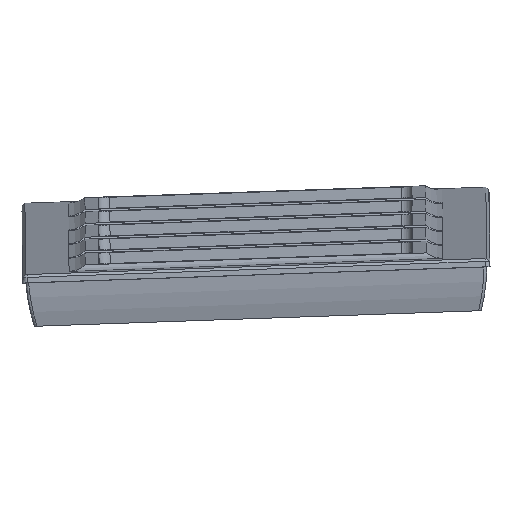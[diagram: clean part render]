
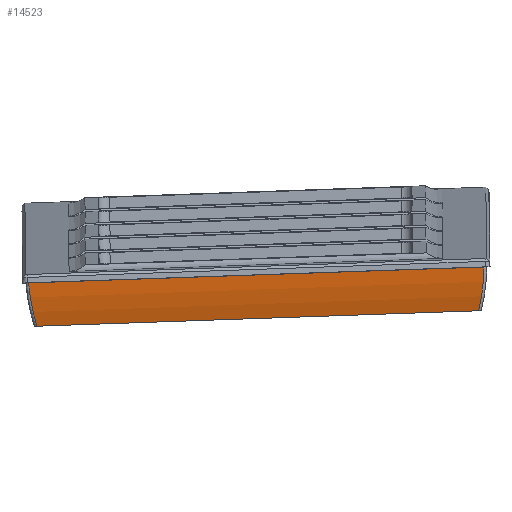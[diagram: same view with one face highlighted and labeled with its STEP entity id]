
A CAD part, front view. The second image highlights one B-rep face of the part: STEP entity #14523.
In plain terms, the highlighted cylindrical face has radius 33.85 mm (diameter 67.7 mm), a partial arc.
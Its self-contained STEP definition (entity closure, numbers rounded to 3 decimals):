
#230 = ORIENTED_EDGE ( 'NONE', *, *, #10442, .T. ) ;
#475 = FACE_OUTER_BOUND ( 'NONE', #15712, .T. ) ;
#573 = DIRECTION ( 'NONE',  ( 1., 0., 0.017 ) ) ;
#1497 = EDGE_CURVE ( 'NONE', #5510, #9393, #4727, .T. ) ;
#2143 = CYLINDRICAL_SURFACE ( 'NONE', #13146, 33.85 ) ;
#2178 = CARTESIAN_POINT ( 'NONE',  ( 81.76, 0.623, -5.377 ) ) ;
#2266 = CARTESIAN_POINT ( 'NONE',  ( 82.189, 0.001, -0.066 ) ) ;
#2903 = CARTESIAN_POINT ( 'NONE',  ( 0.253, 0.026, -1.496 ) ) ;
#4689 = CARTESIAN_POINT ( 'NONE',  ( 41.359, 1.417, -8.656 ) ) ;
#4727 = LINE ( 'NONE', #16126, #16357 ) ;
#4795 = ORIENTED_EDGE ( 'NONE', *, *, #4927, .T. ) ;
#4927 = EDGE_CURVE ( 'NONE', #11357, #5510, #6412, .T. ) ;
#5510 = VERTEX_POINT ( 'NONE', #8934 ) ;
#6412 = B_SPLINE_CURVE_WITH_KNOTS ( 'NONE', 3,
 ( #8908, #2178, #12021, #2266 ),
 .UNSPECIFIED., .F., .F.,
 ( 4, 4 ),
 ( 0., 1. ),
 .UNSPECIFIED. ) ;
#8503 = CARTESIAN_POINT ( 'NONE',  ( 0.867, 0.648, -6.788 ) ) ;
#8908 = CARTESIAN_POINT ( 'NONE',  ( 81.079, 1.405, -7.963 ) ) ;
#8934 = CARTESIAN_POINT ( 'NONE',  ( 82.189, 0.001, -0.066 ) ) ;
#9393 = VERTEX_POINT ( 'NONE', #2903 ) ;
#10442 = EDGE_CURVE ( 'NONE', #18124, #11357, #15815, .T. ) ;
#11149 = EDGE_CURVE ( 'NONE', #9393, #18124, #14281, .T. ) ;
#11357 = VERTEX_POINT ( 'NONE', #14558 ) ;
#11517 = CARTESIAN_POINT ( 'NONE',  ( 0.405, 0.18, -4.145 ) ) ;
#12021 = CARTESIAN_POINT ( 'NONE',  ( 82.13, 0.155, -2.719 ) ) ;
#13146 = AXIS2_PLACEMENT_3D ( 'NONE', #13200, #573, #15760 ) ;
#13200 = CARTESIAN_POINT ( 'NONE',  ( 41.197, 33.806, 1.181 ) ) ;
#14111 = CARTESIAN_POINT ( 'NONE',  ( 1.638, 1.43, -9.349 ) ) ;
#14254 = DIRECTION ( 'NONE',  ( 1., 0., 0.017 ) ) ;
#14281 = B_SPLINE_CURVE_WITH_KNOTS ( 'NONE', 3,
 ( #14284, #11517, #8503, #14111 ),
 .UNSPECIFIED., .F., .F.,
 ( 4, 4 ),
 ( 0., 1. ),
 .UNSPECIFIED. ) ;
#14284 = CARTESIAN_POINT ( 'NONE',  ( 0.253, 0.026, -1.496 ) ) ;
#14466 = DIRECTION ( 'NONE',  ( -1., 0., -0.017 ) ) ;
#14523 = ADVANCED_FACE ( 'NONE', ( #475 ), #2143, .T. ) ;
#14558 = CARTESIAN_POINT ( 'NONE',  ( 81.079, 1.405, -7.963 ) ) ;
#14906 = ORIENTED_EDGE ( 'NONE', *, *, #1497, .T. ) ;
#15712 = EDGE_LOOP ( 'NONE', ( #14906, #16664, #230, #4795 ) ) ;
#15760 = DIRECTION ( 'NONE',  ( 0.017, 0.017, -1. ) ) ;
#15815 = LINE ( 'NONE', #4689, #18060 ) ;
#16126 = CARTESIAN_POINT ( 'NONE',  ( 82.189, 0.001, -0.066 ) ) ;
#16357 = VECTOR ( 'NONE', #14466, 1000. ) ;
#16664 = ORIENTED_EDGE ( 'NONE', *, *, #11149, .T. ) ;
#17268 = CARTESIAN_POINT ( 'NONE',  ( 1.638, 1.43, -9.349 ) ) ;
#18060 = VECTOR ( 'NONE', #14254, 1000. ) ;
#18124 = VERTEX_POINT ( 'NONE', #17268 ) ;
